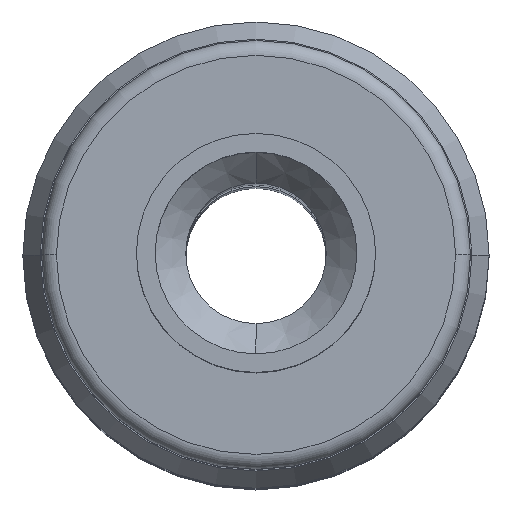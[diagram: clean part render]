
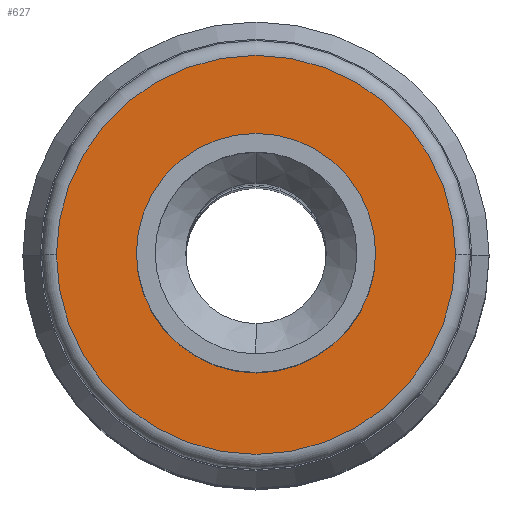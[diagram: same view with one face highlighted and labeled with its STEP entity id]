
A CAD part, top view. The second image highlights one B-rep face of the part: STEP entity #627.
In plain terms, the highlighted planar face has unit normal (0, 0, 1).
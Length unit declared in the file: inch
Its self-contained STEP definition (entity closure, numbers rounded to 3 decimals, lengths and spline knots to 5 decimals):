
#70 = EDGE_CURVE ( 'NONE', #535, #478, #1173, .T. ) ;
#100 = CIRCLE ( 'NONE', #150, 0.1335 ) ;
#129 = AXIS2_PLACEMENT_3D ( 'NONE', #775, #795, #1074 ) ;
#137 = CIRCLE ( 'NONE', #129, 0.0625 ) ;
#150 = AXIS2_PLACEMENT_3D ( 'NONE', #1515, #1588, #1689 ) ;
#161 = ORIENTED_EDGE ( 'NONE', *, *, #705, .T. ) ;
#300 = ORIENTED_EDGE ( 'NONE', *, *, #670, .T. ) ;
#357 = ORIENTED_EDGE ( 'NONE', *, *, #681, .T. ) ;
#417 = EDGE_LOOP ( 'NONE', ( #161, #357 ) ) ;
#429 = ORIENTED_EDGE ( 'NONE', *, *, #70, .T. ) ;
#430 = EDGE_LOOP ( 'NONE', ( #300, #429 ) ) ;
#450 = VERTEX_POINT ( 'NONE', #1421 ) ;
#472 = VERTEX_POINT ( 'NONE', #1290 ) ;
#478 = VERTEX_POINT ( 'NONE', #1613 ) ;
#535 = VERTEX_POINT ( 'NONE', #1609 ) ;
#571 = CIRCLE ( 'NONE', #573, 0.0625 ) ;
#573 = AXIS2_PLACEMENT_3D ( 'NONE', #911, #909, #908 ) ;
#627 = ADVANCED_FACE ( 'NONE', ( #1485, #1280 ), #1449, .T. ) ;
#670 = EDGE_CURVE ( 'NONE', #478, #535, #100, .T. ) ;
#681 = EDGE_CURVE ( 'NONE', #472, #450, #137, .T. ) ;
#705 = EDGE_CURVE ( 'NONE', #450, #472, #571, .T. ) ;
#775 = CARTESIAN_POINT ( 'NONE',  ( 0., 0., 0.265 ) ) ;
#795 = DIRECTION ( 'NONE',  ( 0., 0., -1. ) ) ;
#908 = DIRECTION ( 'NONE',  ( 0., -1., 0. ) ) ;
#909 = DIRECTION ( 'NONE',  ( 0., 0., -1. ) ) ;
#911 = CARTESIAN_POINT ( 'NONE',  ( 0., 0., 0.265 ) ) ;
#1074 = DIRECTION ( 'NONE',  ( 0., -1., 0. ) ) ;
#1138 = AXIS2_PLACEMENT_3D ( 'NONE', #1348, #1520, #1330 ) ;
#1173 = CIRCLE ( 'NONE', #1138, 0.1335 ) ;
#1212 = AXIS2_PLACEMENT_3D ( 'NONE', #1459, #1339, #1327 ) ;
#1280 = FACE_OUTER_BOUND ( 'NONE', #430, .T. ) ;
#1290 = CARTESIAN_POINT ( 'NONE',  ( 0., 0.0625, 0.265 ) ) ;
#1327 = DIRECTION ( 'NONE',  ( 1., 0., 0. ) ) ;
#1330 = DIRECTION ( 'NONE',  ( 1., 0., 0. ) ) ;
#1339 = DIRECTION ( 'NONE',  ( 0., 0., 1. ) ) ;
#1348 = CARTESIAN_POINT ( 'NONE',  ( 0., 0., 0.265 ) ) ;
#1421 = CARTESIAN_POINT ( 'NONE',  ( 0., -0.0625, 0.265 ) ) ;
#1449 = PLANE ( 'NONE',  #1212 ) ;
#1459 = CARTESIAN_POINT ( 'NONE',  ( 0., 0., 0.265 ) ) ;
#1485 = FACE_BOUND ( 'NONE', #417, .T. ) ;
#1515 = CARTESIAN_POINT ( 'NONE',  ( 0., 0., 0.265 ) ) ;
#1520 = DIRECTION ( 'NONE',  ( 0., 0., 1. ) ) ;
#1588 = DIRECTION ( 'NONE',  ( 0., 0., 1. ) ) ;
#1609 = CARTESIAN_POINT ( 'NONE',  ( -0.1335, 0., 0.265 ) ) ;
#1613 = CARTESIAN_POINT ( 'NONE',  ( 0.1335, 0., 0.265 ) ) ;
#1689 = DIRECTION ( 'NONE',  ( 1., 0., 0. ) ) ;
